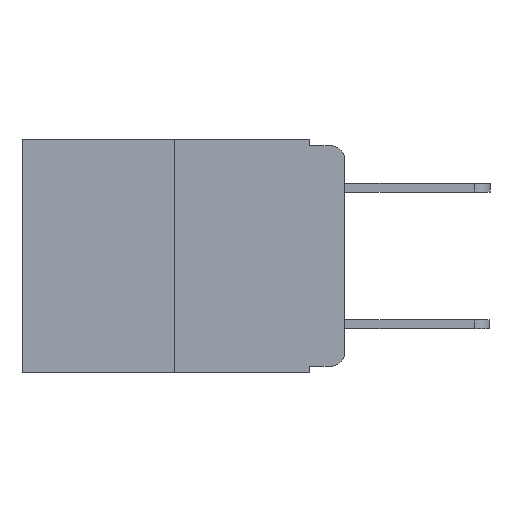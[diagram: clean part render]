
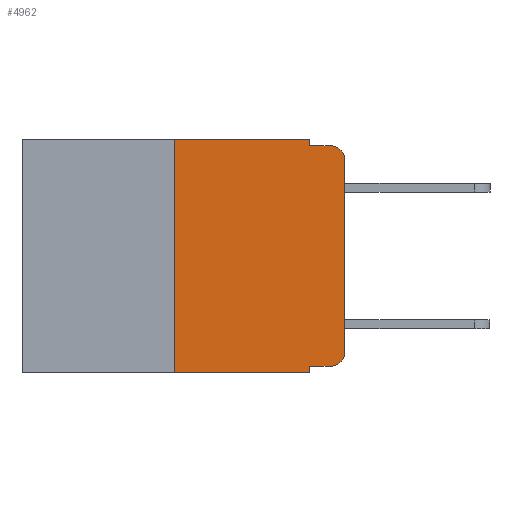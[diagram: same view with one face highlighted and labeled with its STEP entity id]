
A CAD part, left-side view. The second image highlights one B-rep face of the part: STEP entity #4962.
In plain terms, the highlighted planar face has unit normal (-1, 0, 0).
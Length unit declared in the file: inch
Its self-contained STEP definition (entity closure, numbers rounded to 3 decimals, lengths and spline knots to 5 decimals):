
#148 = VERTEX_POINT ( 'NONE', #2847 ) ;
#376 = VECTOR ( 'NONE', #9378, 39.37008 ) ;
#640 = EDGE_CURVE ( 'NONE', #4043, #12412, #2519, .T. ) ;
#741 = EDGE_CURVE ( 'NONE', #7112, #12412, #11052, .T. ) ;
#902 = LINE ( 'NONE', #1319, #376 ) ;
#916 = FACE_OUTER_BOUND ( 'NONE', #11933, .T. ) ;
#992 = EDGE_CURVE ( 'NONE', #14075, #7112, #902, .T. ) ;
#1319 = CARTESIAN_POINT ( 'NONE',  ( 0., 0.051, 0. ) ) ;
#1494 = CARTESIAN_POINT ( 'NONE',  ( 0., 0.25, 0. ) ) ;
#1817 = ORIENTED_EDGE ( 'NONE', *, *, #1885, .F. ) ;
#1864 = EDGE_CURVE ( 'NONE', #6354, #10452, #9778, .T. ) ;
#1885 = EDGE_CURVE ( 'NONE', #148, #5991, #9339, .T. ) ;
#2157 = EDGE_CURVE ( 'NONE', #148, #7643, #6893, .T. ) ;
#2519 = CIRCLE ( 'NONE', #15882, 0.02 ) ;
#2649 = DIRECTION ( 'NONE',  ( 0., -1., 0. ) ) ;
#2695 = VECTOR ( 'NONE', #8247, 39.37008 ) ;
#2847 = CARTESIAN_POINT ( 'NONE',  ( 0., 0.051, -0.333 ) ) ;
#3065 = CARTESIAN_POINT ( 'NONE',  ( 0., 0.02, -0.03 ) ) ;
#3255 = CARTESIAN_POINT ( 'NONE',  ( 0., 0.25, 0. ) ) ;
#3270 = ORIENTED_EDGE ( 'NONE', *, *, #12380, .F. ) ;
#3459 = CARTESIAN_POINT ( 'NONE',  ( 0., 0.25, -0.343 ) ) ;
#3533 = EDGE_CURVE ( 'NONE', #7643, #6908, #16911, .T. ) ;
#3747 = DIRECTION ( 'NONE',  ( 0., -1., 0. ) ) ;
#4043 = VERTEX_POINT ( 'NONE', #5903 ) ;
#4063 = ORIENTED_EDGE ( 'NONE', *, *, #8763, .T. ) ;
#4302 = DIRECTION ( 'NONE',  ( 0., 0., -1. ) ) ;
#4395 = DIRECTION ( 'NONE',  ( 0., 0., -1. ) ) ;
#4962 = ADVANCED_FACE ( 'NONE', ( #916 ), #5229, .F. ) ;
#5229 = PLANE ( 'NONE',  #13757 ) ;
#5601 = ORIENTED_EDGE ( 'NONE', *, *, #15442, .T. ) ;
#5687 = CARTESIAN_POINT ( 'NONE',  ( 0., 0.473, 0. ) ) ;
#5701 = CARTESIAN_POINT ( 'NONE',  ( 0., 0., -0.313 ) ) ;
#5903 = CARTESIAN_POINT ( 'NONE',  ( 0., 0., -0.03 ) ) ;
#5991 = VERTEX_POINT ( 'NONE', #9464 ) ;
#6000 = CARTESIAN_POINT ( 'NONE',  ( 0., 0.051, -0.01 ) ) ;
#6354 = VERTEX_POINT ( 'NONE', #3459 ) ;
#6362 = VECTOR ( 'NONE', #3747, 39.37008 ) ;
#6447 = CARTESIAN_POINT ( 'NONE',  ( 0., 0.473, -0.343 ) ) ;
#6646 = ORIENTED_EDGE ( 'NONE', *, *, #741, .F. ) ;
#6893 = LINE ( 'NONE', #7990, #13123 ) ;
#6908 = VERTEX_POINT ( 'NONE', #5701 ) ;
#7112 = VERTEX_POINT ( 'NONE', #7259 ) ;
#7259 = CARTESIAN_POINT ( 'NONE',  ( 0., 0.051, -0.01 ) ) ;
#7290 = VECTOR ( 'NONE', #13647, 39.37008 ) ;
#7314 = DIRECTION ( 'NONE',  ( 0., -1., 0. ) ) ;
#7384 = DIRECTION ( 'NONE',  ( -1., 0., 0. ) ) ;
#7643 = VERTEX_POINT ( 'NONE', #8917 ) ;
#7829 = ORIENTED_EDGE ( 'NONE', *, *, #992, .F. ) ;
#7872 = DIRECTION ( 'NONE',  ( 1., 0., 0. ) ) ;
#7990 = CARTESIAN_POINT ( 'NONE',  ( 0., 0.051, -0.333 ) ) ;
#8247 = DIRECTION ( 'NONE',  ( 0., 0., 1. ) ) ;
#8487 = DIRECTION ( 'NONE',  ( 0., 0., 1. ) ) ;
#8536 = CARTESIAN_POINT ( 'NONE',  ( 0., 0.051, 0. ) ) ;
#8763 = EDGE_CURVE ( 'NONE', #6908, #4043, #11971, .T. ) ;
#8860 = ORIENTED_EDGE ( 'NONE', *, *, #640, .T. ) ;
#8917 = CARTESIAN_POINT ( 'NONE',  ( 0., 0.02, -0.333 ) ) ;
#9339 = LINE ( 'NONE', #16241, #15995 ) ;
#9378 = DIRECTION ( 'NONE',  ( 0., 0., -1. ) ) ;
#9464 = CARTESIAN_POINT ( 'NONE',  ( 0., 0.051, -0.343 ) ) ;
#9778 = LINE ( 'NONE', #1494, #2695 ) ;
#9787 = CARTESIAN_POINT ( 'NONE',  ( 0., 0., 0. ) ) ;
#10452 = VERTEX_POINT ( 'NONE', #3255 ) ;
#10818 = LINE ( 'NONE', #5687, #7290 ) ;
#11014 = ORIENTED_EDGE ( 'NONE', *, *, #2157, .T. ) ;
#11052 = LINE ( 'NONE', #6000, #14633 ) ;
#11533 = VECTOR ( 'NONE', #8487, 39.37008 ) ;
#11835 = ORIENTED_EDGE ( 'NONE', *, *, #3533, .T. ) ;
#11933 = EDGE_LOOP ( 'NONE', ( #4063, #8860, #6646, #7829, #3270, #14745, #5601, #1817, #11014, #11835 ) ) ;
#11971 = LINE ( 'NONE', #9787, #11533 ) ;
#12359 = CARTESIAN_POINT ( 'NONE',  ( 0., 0.02, -0.01 ) ) ;
#12380 = EDGE_CURVE ( 'NONE', #10452, #14075, #10818, .T. ) ;
#12382 = DIRECTION ( 'NONE',  ( -1., 0., 0. ) ) ;
#12412 = VERTEX_POINT ( 'NONE', #12359 ) ;
#13123 = VECTOR ( 'NONE', #2649, 39.37008 ) ;
#13421 = LINE ( 'NONE', #6447, #6362 ) ;
#13647 = DIRECTION ( 'NONE',  ( 0., -1., 0. ) ) ;
#13757 = AXIS2_PLACEMENT_3D ( 'NONE', #15842, #7872, #17070 ) ;
#14075 = VERTEX_POINT ( 'NONE', #8536 ) ;
#14633 = VECTOR ( 'NONE', #7314, 39.37008 ) ;
#14745 = ORIENTED_EDGE ( 'NONE', *, *, #1864, .F. ) ;
#15323 = CARTESIAN_POINT ( 'NONE',  ( 0., 0.02, -0.313 ) ) ;
#15442 = EDGE_CURVE ( 'NONE', #6354, #5991, #13421, .T. ) ;
#15591 = AXIS2_PLACEMENT_3D ( 'NONE', #15323, #7384, #16628 ) ;
#15842 = CARTESIAN_POINT ( 'NONE',  ( 0., 0.473, 0. ) ) ;
#15882 = AXIS2_PLACEMENT_3D ( 'NONE', #3065, #12382, #4395 ) ;
#15995 = VECTOR ( 'NONE', #4302, 39.37008 ) ;
#16241 = CARTESIAN_POINT ( 'NONE',  ( 0., 0.051, 0. ) ) ;
#16628 = DIRECTION ( 'NONE',  ( 0., 0., -1. ) ) ;
#16911 = CIRCLE ( 'NONE', #15591, 0.02 ) ;
#17070 = DIRECTION ( 'NONE',  ( 0., 0., -1. ) ) ;
